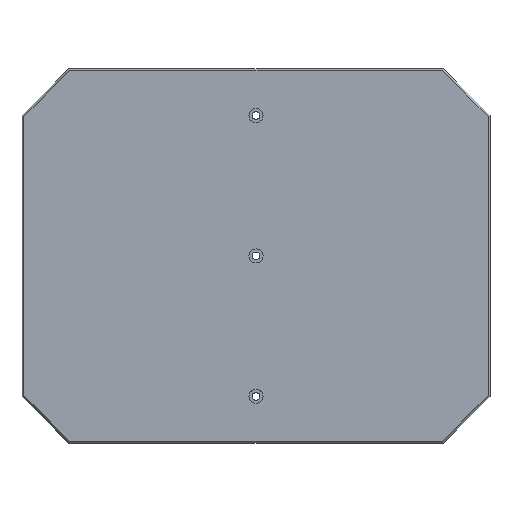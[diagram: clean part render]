
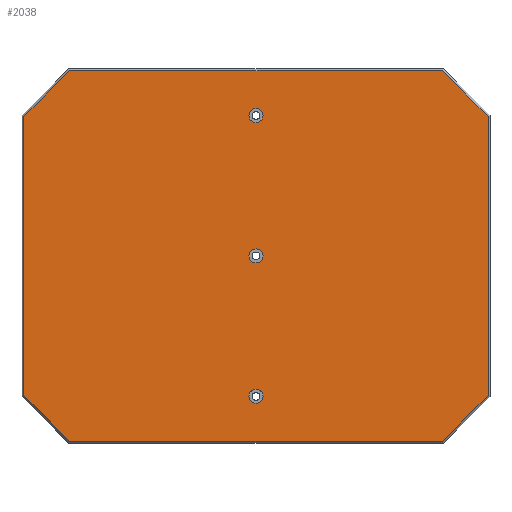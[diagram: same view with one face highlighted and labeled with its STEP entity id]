
A CAD part, top view. The second image highlights one B-rep face of the part: STEP entity #2038.
In plain terms, the highlighted planar face has unit normal (0, 0, 1).
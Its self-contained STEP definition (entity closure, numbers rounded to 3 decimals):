
#1392=EDGE_CURVE('',#2292,#3448,#3784,.T.);
#1566=VERTEX_POINT('',#3985);
#1824=EDGE_CURVE('',#2462,#3292,#4274,.T.);
#1902=EDGE_CURVE('',#3292,#2462,#4358,.T.);
#1916=EDGE_CURVE('',#1968,#3112,#4373,.T.);
#1928=VERTEX_POINT('',#4389);
#1930=VERTEX_POINT('',#4391);
#1934=EDGE_CURVE('',#2356,#2292,#4395,.T.);
#1968=VERTEX_POINT('',#4432);
#2038=ADVANCED_FACE('',(#4517,#4518,#4519,#4520),#4521,.F.);
#2162=EDGE_CURVE('',#2584,#1930,#4664,.T.);
#2192=EDGE_CURVE('',#3112,#1968,#4698,.T.);
#2212=VERTEX_POINT('',#4721);
#2238=EDGE_CURVE('',#3448,#1566,#4750,.T.);
#2292=VERTEX_POINT('',#4806);
#2356=VERTEX_POINT('',#4880);
#2462=VERTEX_POINT('',#4997);
#2570=VERTEX_POINT('',#5116);
#2584=VERTEX_POINT('',#5133);
#2748=EDGE_CURVE('',#2570,#2584,#5313,.T.);
#2794=EDGE_CURVE('',#3050,#2212,#5367,.T.);
#2856=EDGE_CURVE('',#1928,#2570,#5436,.T.);
#3010=EDGE_CURVE('',#1566,#1928,#5603,.T.);
#3022=EDGE_CURVE('',#2212,#3050,#5616,.T.);
#3050=VERTEX_POINT('',#5648);
#3112=VERTEX_POINT('',#5714);
#3292=VERTEX_POINT('',#5925);
#3448=VERTEX_POINT('',#6094);
#3538=EDGE_CURVE('',#1930,#2356,#6198,.T.);
#3784=LINE('',#6496,#6497);
#3985=CARTESIAN_POINT('',(-199.172,-198.0,40.1));
#4274=CIRCLE('',#7128,7.5);
#4358=CIRCLE('',#7241,7.5);
#4373=CIRCLE('',#7263,7.5);
#4389=CARTESIAN_POINT('',(-248.0,-149.172,40.1));
#4391=CARTESIAN_POINT('',(199.172,198.0,40.1));
#4395=LINE('',#7289,#7290);
#4432=CARTESIAN_POINT('',(-7.5,0.,40.1));
#4517=FACE_BOUND('',#7442,.T.);
#4518=FACE_BOUND('',#7443,.T.);
#4519=FACE_BOUND('',#7444,.T.);
#4520=FACE_OUTER_BOUND('',#7445,.T.);
#4521=PLANE('',#7446);
#4664=LINE('',#7627,#7628);
#4698=CIRCLE('',#7675,7.5);
#4721=CARTESIAN_POINT('',(-7.5,-150.0,40.1));
#4750=LINE('',#7741,#7742);
#4806=CARTESIAN_POINT('',(248.0,-149.172,40.1));
#4880=CARTESIAN_POINT('',(248.0,149.172,40.1));
#4997=CARTESIAN_POINT('',(7.5,150.,40.1));
#5116=CARTESIAN_POINT('',(-248.0,149.172,40.1));
#5133=CARTESIAN_POINT('',(-199.172,198.0,40.1));
#5313=LINE('',#8473,#8474);
#5367=CIRCLE('',#8538,7.5);
#5436=LINE('',#8630,#8631);
#5603=LINE('',#8870,#8871);
#5616=CIRCLE('',#8888,7.5);
#5648=CARTESIAN_POINT('',(7.5,-150.0,40.1));
#5714=CARTESIAN_POINT('',(7.5,0.0,40.1));
#5925=CARTESIAN_POINT('',(-7.5,150.,40.1));
#6094=CARTESIAN_POINT('',(199.172,-198.0,40.1));
#6198=LINE('',#9628,#9629);
#6496=CARTESIAN_POINT('',(248.586,-148.586,40.1));
#6497=VECTOR('',#9986,1.0);
#7128=AXIS2_PLACEMENT_3D('',#10685,#10686,#10687);
#7241=AXIS2_PLACEMENT_3D('',#10780,#10781,#10782);
#7263=AXIS2_PLACEMENT_3D('',#10799,#10800,#10801);
#7289=CARTESIAN_POINT('',(248.0,150.0,40.1));
#7290=VECTOR('',#10830,1.0);
#7442=EDGE_LOOP('',(#11028,#11029));
#7443=EDGE_LOOP('',(#11030,#11031));
#7444=EDGE_LOOP('',(#11032,#11033));
#7445=EDGE_LOOP('',(#11034,#11035,#11036,#11037,#11038,#11039,#11040,#11041));
#7446=AXIS2_PLACEMENT_3D('',#11042,#11043,#11044);
#7627=CARTESIAN_POINT('',(-200.0,198.0,40.1));
#7628=VECTOR('',#11258,1.0);
#7675=AXIS2_PLACEMENT_3D('',#11307,#11308,#11309);
#7741=CARTESIAN_POINT('',(200.0,-198.0,40.1));
#7742=VECTOR('',#11387,1.0);
#8473=CARTESIAN_POINT('',(-248.586,148.586,40.1));
#8474=VECTOR('',#12092,1.0);
#8538=AXIS2_PLACEMENT_3D('',#12179,#12180,#12181);
#8630=CARTESIAN_POINT('',(-248.0,-150.0,40.1));
#8631=VECTOR('',#12274,1.0);
#8870=CARTESIAN_POINT('',(-198.586,-198.586,40.1));
#8871=VECTOR('',#12477,1.0);
#8888=AXIS2_PLACEMENT_3D('',#12490,#12491,#12492);
#9628=CARTESIAN_POINT('',(198.586,198.586,40.1));
#9629=VECTOR('',#13267,1.0);
#9986=DIRECTION('',(-0.707,-0.707,0.0));
#10685=CARTESIAN_POINT('',(0.0,150.,40.1));
#10686=DIRECTION('',(0.0,0.0,-1.0));
#10687=DIRECTION('',(1.0,0.0,0.0));
#10780=CARTESIAN_POINT('',(0.0,150.,40.1));
#10781=DIRECTION('',(0.0,0.0,-1.0));
#10782=DIRECTION('',(1.0,0.0,0.0));
#10799=CARTESIAN_POINT('',(0.0,0.0,40.1));
#10800=DIRECTION('',(0.0,0.0,-1.0));
#10801=DIRECTION('',(1.0,0.0,0.0));
#10830=DIRECTION('',(0.0,-1.0,0.0));
#11028=ORIENTED_EDGE('',*,*,#2192,.T.);
#11029=ORIENTED_EDGE('',*,*,#1916,.T.);
#11030=ORIENTED_EDGE('',*,*,#2794,.T.);
#11031=ORIENTED_EDGE('',*,*,#3022,.T.);
#11032=ORIENTED_EDGE('',*,*,#1824,.T.);
#11033=ORIENTED_EDGE('',*,*,#1902,.T.);
#11034=ORIENTED_EDGE('',*,*,#1392,.F.);
#11035=ORIENTED_EDGE('',*,*,#1934,.F.);
#11036=ORIENTED_EDGE('',*,*,#3538,.F.);
#11037=ORIENTED_EDGE('',*,*,#2162,.F.);
#11038=ORIENTED_EDGE('',*,*,#2748,.F.);
#11039=ORIENTED_EDGE('',*,*,#2856,.F.);
#11040=ORIENTED_EDGE('',*,*,#3010,.F.);
#11041=ORIENTED_EDGE('',*,*,#2238,.F.);
#11042=CARTESIAN_POINT('',(0.,0.,40.1));
#11043=DIRECTION('',(0.0,0.0,-1.0));
#11044=DIRECTION('',(1.0,0.0,0.0));
#11258=DIRECTION('',(1.0,0.0,0.0));
#11307=CARTESIAN_POINT('',(0.0,0.0,40.1));
#11308=DIRECTION('',(0.0,0.0,-1.0));
#11309=DIRECTION('',(1.0,0.0,0.0));
#11387=DIRECTION('',(-1.0,0.0,0.0));
#12092=DIRECTION('',(0.707,0.707,0.0));
#12179=CARTESIAN_POINT('',(0.0,-150.0,40.1));
#12180=DIRECTION('',(0.0,0.0,-1.0));
#12181=DIRECTION('',(1.0,0.0,0.0));
#12274=DIRECTION('',(0.0,1.0,0.0));
#12477=DIRECTION('',(-0.707,0.707,0.0));
#12490=CARTESIAN_POINT('',(0.0,-150.0,40.1));
#12491=DIRECTION('',(0.0,0.0,-1.0));
#12492=DIRECTION('',(1.0,0.0,0.0));
#13267=DIRECTION('',(0.707,-0.707,0.0));
